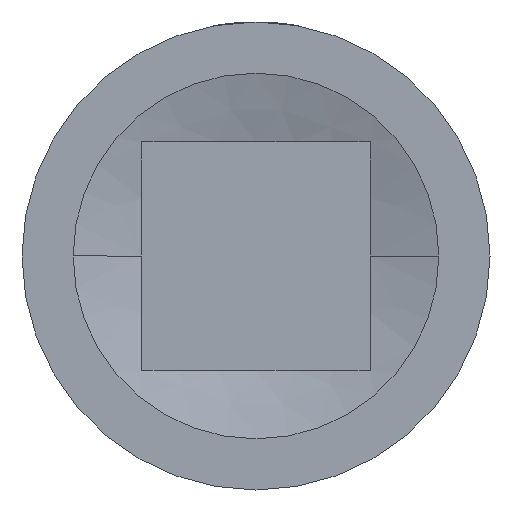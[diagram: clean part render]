
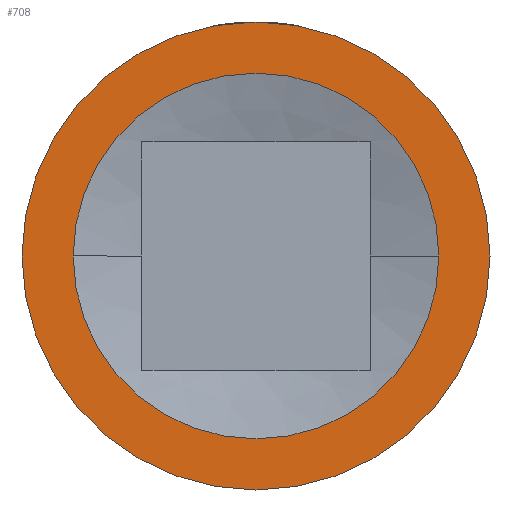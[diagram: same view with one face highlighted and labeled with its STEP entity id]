
A CAD part, front view. The second image highlights one B-rep face of the part: STEP entity #708.
In plain terms, the highlighted planar face has unit normal (0, -1, 0).
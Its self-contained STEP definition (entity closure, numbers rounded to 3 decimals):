
#1 = CARTESIAN_POINT ( 'NONE',  ( 13., 0., 0. ) ) ;
#11 = CARTESIAN_POINT ( 'NONE',  ( 0., 0., 0. ) ) ;
#36 = DIRECTION ( 'NONE',  ( 1., 0., 0. ) ) ;
#122 = EDGE_LOOP ( 'NONE', ( #1491, #152 ) ) ;
#149 = FACE_BOUND ( 'NONE', #1335, .T. ) ;
#152 = ORIENTED_EDGE ( 'NONE', *, *, #157, .T. ) ;
#157 = EDGE_CURVE ( 'NONE', #433, #660, #1252, .T. ) ;
#174 = DIRECTION ( 'NONE',  ( 0., -1., 0. ) ) ;
#245 = DIRECTION ( 'NONE',  ( 0., -1., 0. ) ) ;
#316 = CIRCLE ( 'NONE', #1071, 10.16 ) ;
#348 = EDGE_CURVE ( 'NONE', #997, #436, #316, .T. ) ;
#432 = DIRECTION ( 'NONE',  ( 1., 0., 0. ) ) ;
#433 = VERTEX_POINT ( 'NONE', #592 ) ;
#436 = VERTEX_POINT ( 'NONE', #1599 ) ;
#528 = DIRECTION ( 'NONE',  ( 0., -1., 0. ) ) ;
#556 = DIRECTION ( 'NONE',  ( 1., 0., 0. ) ) ;
#579 = CARTESIAN_POINT ( 'NONE',  ( 0., 0., 0. ) ) ;
#592 = CARTESIAN_POINT ( 'NONE',  ( -13., 0., 0. ) ) ;
#647 = FACE_OUTER_BOUND ( 'NONE', #122, .T. ) ;
#660 = VERTEX_POINT ( 'NONE', #1 ) ;
#708 = ADVANCED_FACE ( 'NONE', ( #647, #149 ), #1303, .T. ) ;
#718 = CIRCLE ( 'NONE', #1641, 10.16 ) ;
#752 = AXIS2_PLACEMENT_3D ( 'NONE', #1637, #245, #756 ) ;
#756 = DIRECTION ( 'NONE',  ( 1., 0., 0. ) ) ;
#782 = DIRECTION ( 'NONE',  ( 0., -1., 0. ) ) ;
#814 = ORIENTED_EDGE ( 'NONE', *, *, #348, .F. ) ;
#826 = AXIS2_PLACEMENT_3D ( 'NONE', #579, #174, #432 ) ;
#846 = AXIS2_PLACEMENT_3D ( 'NONE', #1183, #782, #556 ) ;
#960 = ORIENTED_EDGE ( 'NONE', *, *, #1483, .F. ) ;
#984 = CIRCLE ( 'NONE', #826, 13. ) ;
#997 = VERTEX_POINT ( 'NONE', #1511 ) ;
#1071 = AXIS2_PLACEMENT_3D ( 'NONE', #11, #528, #36 ) ;
#1077 = EDGE_CURVE ( 'NONE', #660, #433, #984, .T. ) ;
#1183 = CARTESIAN_POINT ( 'NONE',  ( 10.16, 0., 0. ) ) ;
#1185 = DIRECTION ( 'NONE',  ( 0., -1., 0. ) ) ;
#1252 = CIRCLE ( 'NONE', #752, 13. ) ;
#1303 = PLANE ( 'NONE',  #846 ) ;
#1315 = DIRECTION ( 'NONE',  ( 1., 0., 0. ) ) ;
#1335 = EDGE_LOOP ( 'NONE', ( #814, #960 ) ) ;
#1428 = CARTESIAN_POINT ( 'NONE',  ( 0., 0., 0. ) ) ;
#1483 = EDGE_CURVE ( 'NONE', #436, #997, #718, .T. ) ;
#1491 = ORIENTED_EDGE ( 'NONE', *, *, #1077, .T. ) ;
#1511 = CARTESIAN_POINT ( 'NONE',  ( 10.16, 0., 0. ) ) ;
#1599 = CARTESIAN_POINT ( 'NONE',  ( -10.16, 0., 0. ) ) ;
#1637 = CARTESIAN_POINT ( 'NONE',  ( 0., 0., 0. ) ) ;
#1641 = AXIS2_PLACEMENT_3D ( 'NONE', #1428, #1185, #1315 ) ;
